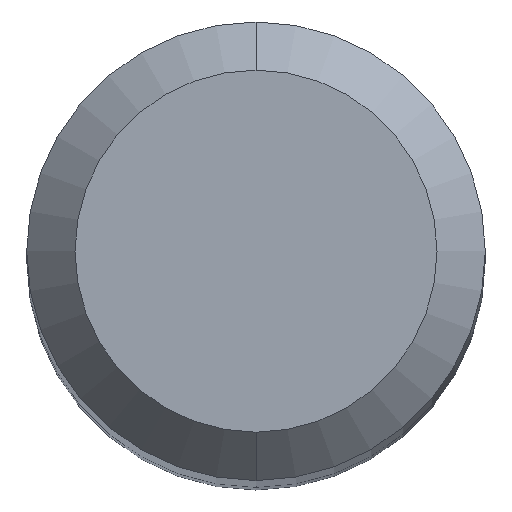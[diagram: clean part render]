
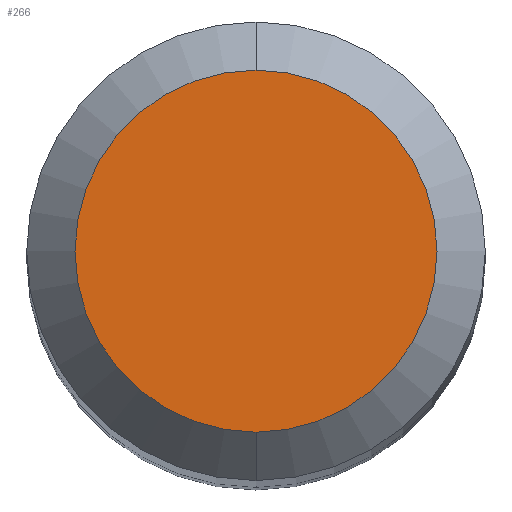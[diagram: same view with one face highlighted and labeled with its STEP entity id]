
A CAD part, top view. The second image highlights one B-rep face of the part: STEP entity #266.
In plain terms, the highlighted planar face has unit normal (0, 0, 1).
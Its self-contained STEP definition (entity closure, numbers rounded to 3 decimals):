
#6 = FACE_OUTER_BOUND ( 'NONE', #81, .T. ) ;
#8 = PLANE ( 'NONE',  #23 ) ;
#23 = AXIS2_PLACEMENT_3D ( 'NONE', #107, #138, #85 ) ;
#31 = CARTESIAN_POINT ( 'NONE',  ( 0., 0., 58. ) ) ;
#32 = CIRCLE ( 'NONE', #174, 1.875 ) ;
#48 = AXIS2_PLACEMENT_3D ( 'NONE', #31, #184, #238 ) ;
#81 = EDGE_LOOP ( 'NONE', ( #132, #240 ) ) ;
#85 = DIRECTION ( 'NONE',  ( 0., 1., 0. ) ) ;
#107 = CARTESIAN_POINT ( 'NONE',  ( 0., 0., 58. ) ) ;
#132 = ORIENTED_EDGE ( 'NONE', *, *, #150, .F. ) ;
#138 = DIRECTION ( 'NONE',  ( 0., 0., -1. ) ) ;
#150 = EDGE_CURVE ( 'NONE', #204, #246, #32, .T. ) ;
#174 = AXIS2_PLACEMENT_3D ( 'NONE', #315, #304, #263 ) ;
#178 = CIRCLE ( 'NONE', #48, 1.875 ) ;
#184 = DIRECTION ( 'NONE',  ( 0., 0., -1. ) ) ;
#204 = VERTEX_POINT ( 'NONE', #287 ) ;
#235 = CARTESIAN_POINT ( 'NONE',  ( 0., -1.875, 58. ) ) ;
#238 = DIRECTION ( 'NONE',  ( 0., 1., 0. ) ) ;
#240 = ORIENTED_EDGE ( 'NONE', *, *, #245, .F. ) ;
#245 = EDGE_CURVE ( 'NONE', #246, #204, #178, .T. ) ;
#246 = VERTEX_POINT ( 'NONE', #235 ) ;
#263 = DIRECTION ( 'NONE',  ( 0., 1., 0. ) ) ;
#266 = ADVANCED_FACE ( 'NONE', ( #6 ), #8, .F. ) ;
#287 = CARTESIAN_POINT ( 'NONE',  ( 0., 1.875, 58. ) ) ;
#304 = DIRECTION ( 'NONE',  ( 0., 0., -1. ) ) ;
#315 = CARTESIAN_POINT ( 'NONE',  ( 0., 0., 58. ) ) ;
